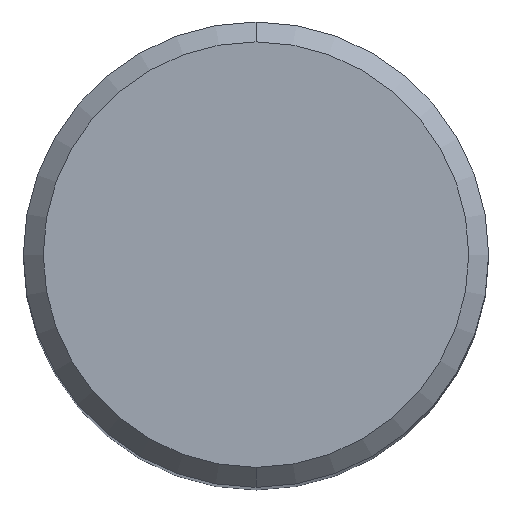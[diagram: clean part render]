
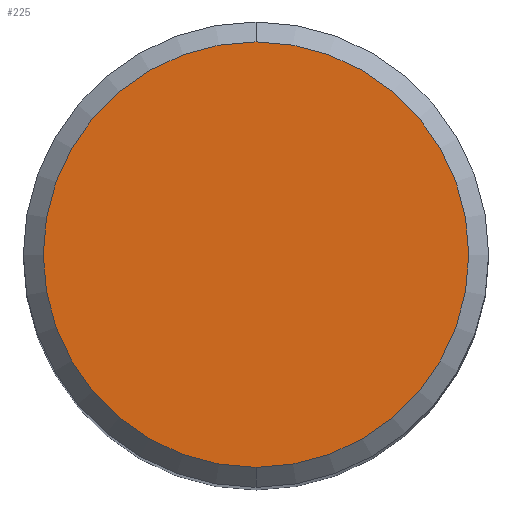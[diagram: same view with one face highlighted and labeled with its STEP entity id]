
A CAD part, top view. The second image highlights one B-rep face of the part: STEP entity #225.
In plain terms, the highlighted planar face has unit normal (0, 0, 1).
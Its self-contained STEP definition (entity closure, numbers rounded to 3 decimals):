
#103=EDGE_CURVE('',#165,#215,#254,.T.);
#165=VERTEX_POINT('',#326);
#183=EDGE_CURVE('',#215,#165,#346,.T.);
#215=VERTEX_POINT('',#379);
#225=ADVANCED_FACE('',(#392),#393,.T.);
#254=CIRCLE('',#416,6.4);
#326=CARTESIAN_POINT('',(0.,-6.4,0.));
#346=CIRCLE('',#535,6.4);
#379=CARTESIAN_POINT('',(0.0,6.4,0.));
#392=FACE_OUTER_BOUND('',#592,.T.);
#393=PLANE('',#593);
#416=AXIS2_PLACEMENT_3D('',#604,#605,#606);
#535=AXIS2_PLACEMENT_3D('',#724,#725,#726);
#592=EDGE_LOOP('',(#782,#783));
#593=AXIS2_PLACEMENT_3D('',#784,#785,#786);
#604=CARTESIAN_POINT('',(0.0,0.0,0.));
#605=DIRECTION('',(0.0,0.0,-1.0));
#606=DIRECTION('',(0.0,1.0,0.0));
#724=CARTESIAN_POINT('',(0.0,0.0,0.));
#725=DIRECTION('',(0.0,0.0,-1.0));
#726=DIRECTION('',(0.0,1.0,0.0));
#782=ORIENTED_EDGE('',*,*,#183,.F.);
#783=ORIENTED_EDGE('',*,*,#103,.F.);
#784=CARTESIAN_POINT('',(0.0,3.2,0.));
#785=DIRECTION('',(-0.0,0.0,1.0));
#786=DIRECTION('',(0.0,-1.0,0.0));
